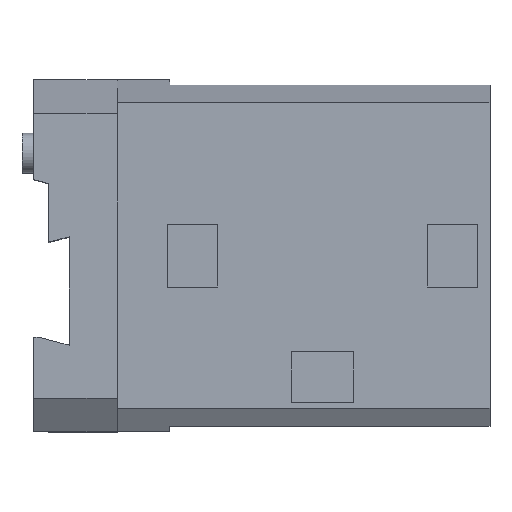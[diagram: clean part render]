
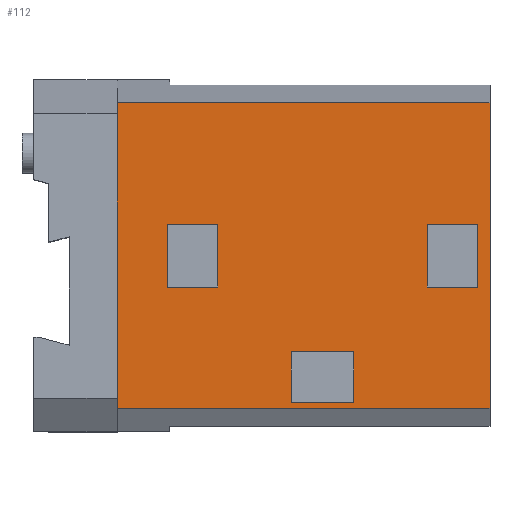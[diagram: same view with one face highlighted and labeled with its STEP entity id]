
A CAD part, top view. The second image highlights one B-rep face of the part: STEP entity #112.
In plain terms, the highlighted planar face has unit normal (0, 0, 1).
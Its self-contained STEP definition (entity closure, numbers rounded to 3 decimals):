
#45=FACE_BOUND('',#290,.T.);
#46=FACE_BOUND('',#291,.T.);
#47=FACE_BOUND('',#292,.T.);
#48=FACE_BOUND('',#293,.T.);
#112=ADVANCED_FACE('',(#45,#46,#47,#48),#169,.T.);
#169=PLANE('',#1307);
#290=EDGE_LOOP('',(#581,#582,#583,#584));
#291=EDGE_LOOP('',(#585,#586,#587,#588));
#292=EDGE_LOOP('',(#589,#590,#591,#592));
#293=EDGE_LOOP('',(#593,#594,#595,#596));
#581=ORIENTED_EDGE('',*,*,#875,.T.);
#582=ORIENTED_EDGE('',*,*,#873,.T.);
#583=ORIENTED_EDGE('',*,*,#871,.T.);
#584=ORIENTED_EDGE('',*,*,#868,.T.);
#585=ORIENTED_EDGE('',*,*,#887,.T.);
#586=ORIENTED_EDGE('',*,*,#885,.T.);
#587=ORIENTED_EDGE('',*,*,#883,.T.);
#588=ORIENTED_EDGE('',*,*,#880,.T.);
#589=ORIENTED_EDGE('',*,*,#889,.T.);
#590=ORIENTED_EDGE('',*,*,#744,.T.);
#591=ORIENTED_EDGE('',*,*,#737,.T.);
#592=ORIENTED_EDGE('',*,*,#741,.T.);
#593=ORIENTED_EDGE('',*,*,#890,.T.);
#594=ORIENTED_EDGE('',*,*,#853,.F.);
#595=ORIENTED_EDGE('',*,*,#891,.F.);
#596=ORIENTED_EDGE('',*,*,#892,.T.);
#627=VERTEX_POINT('',#1625);
#628=VERTEX_POINT('',#1626);
#631=VERTEX_POINT('',#1634);
#633=VERTEX_POINT('',#1640);
#709=VERTEX_POINT('',#1859);
#710=VERTEX_POINT('',#1861);
#719=VERTEX_POINT('',#1892);
#720=VERTEX_POINT('',#1893);
#721=VERTEX_POINT('',#1898);
#722=VERTEX_POINT('',#1902);
#727=VERTEX_POINT('',#1917);
#728=VERTEX_POINT('',#1918);
#729=VERTEX_POINT('',#1923);
#730=VERTEX_POINT('',#1927);
#731=VERTEX_POINT('',#1937);
#732=VERTEX_POINT('',#1939);
#737=EDGE_CURVE('',#627,#628,#901,.T.);
#741=EDGE_CURVE('',#628,#631,#905,.T.);
#744=EDGE_CURVE('',#633,#627,#908,.T.);
#853=EDGE_CURVE('',#709,#710,#1007,.T.);
#868=EDGE_CURVE('',#719,#720,#1022,.T.);
#871=EDGE_CURVE('',#721,#719,#1025,.T.);
#873=EDGE_CURVE('',#722,#721,#1027,.T.);
#875=EDGE_CURVE('',#720,#722,#1029,.T.);
#880=EDGE_CURVE('',#727,#728,#1034,.T.);
#883=EDGE_CURVE('',#729,#727,#1037,.T.);
#885=EDGE_CURVE('',#730,#729,#1039,.T.);
#887=EDGE_CURVE('',#728,#730,#1041,.T.);
#889=EDGE_CURVE('',#631,#633,#1043,.T.);
#890=EDGE_CURVE('',#731,#710,#1044,.T.);
#891=EDGE_CURVE('',#732,#709,#1045,.T.);
#892=EDGE_CURVE('',#732,#731,#1046,.T.);
#901=LINE('',#1624,#1055);
#905=LINE('',#1633,#1059);
#908=LINE('',#1639,#1062);
#1007=LINE('',#1860,#1161);
#1022=LINE('',#1891,#1176);
#1025=LINE('',#1897,#1179);
#1027=LINE('',#1901,#1181);
#1029=LINE('',#1905,#1183);
#1034=LINE('',#1916,#1188);
#1037=LINE('',#1922,#1191);
#1039=LINE('',#1926,#1193);
#1041=LINE('',#1930,#1195);
#1043=LINE('',#1934,#1197);
#1044=LINE('',#1936,#1198);
#1045=LINE('',#1938,#1199);
#1046=LINE('',#1940,#1200);
#1055=VECTOR('',#1321,1.);
#1059=VECTOR('',#1327,1.);
#1062=VECTOR('',#1332,1.);
#1161=VECTOR('',#1521,1.);
#1176=VECTOR('',#1550,1.);
#1179=VECTOR('',#1555,1.);
#1181=VECTOR('',#1559,1.);
#1183=VECTOR('',#1563,1.);
#1188=VECTOR('',#1572,1.);
#1191=VECTOR('',#1577,1.);
#1193=VECTOR('',#1581,1.);
#1195=VECTOR('',#1585,1.);
#1197=VECTOR('',#1591,1.);
#1198=VECTOR('',#1594,1.);
#1199=VECTOR('',#1595,1.);
#1200=VECTOR('',#1596,1.);
#1307=AXIS2_PLACEMENT_3D('',#1941,#1597,#1598);
#1321=DIRECTION('',(1.,0.,0.));
#1327=DIRECTION('',(0.,-1.,0.));
#1332=DIRECTION('',(0.,1.,0.));
#1521=DIRECTION('',(0.,1.,0.));
#1550=DIRECTION('',(1.,0.,0.));
#1555=DIRECTION('',(0.,1.,0.));
#1559=DIRECTION('',(-1.,0.,0.));
#1563=DIRECTION('',(0.,-1.,0.));
#1572=DIRECTION('',(0.,-1.,0.));
#1577=DIRECTION('',(1.,0.,0.));
#1581=DIRECTION('',(0.,1.,0.));
#1585=DIRECTION('',(-1.,0.,0.));
#1591=DIRECTION('',(-1.,0.,0.));
#1594=DIRECTION('',(-1.,0.,0.));
#1595=DIRECTION('',(-1.,0.,0.));
#1596=DIRECTION('',(0.,1.,0.));
#1597=DIRECTION('',(0.,0.,1.));
#1598=DIRECTION('',(0.,-1.,0.));
#1624=CARTESIAN_POINT('',(-7.5,-23.,0.));
#1625=CARTESIAN_POINT('',(-7.5,-23.,0.));
#1626=CARTESIAN_POINT('',(7.5,-23.,0.));
#1633=CARTESIAN_POINT('',(7.5,-23.,0.));
#1634=CARTESIAN_POINT('',(7.5,-35.,0.));
#1639=CARTESIAN_POINT('',(-7.5,-35.,0.));
#1640=CARTESIAN_POINT('',(-7.5,-35.,0.));
#1859=CARTESIAN_POINT('',(-49.,-36.5,0.));
#1860=CARTESIAN_POINT('',(-49.,-36.5,0.));
#1861=CARTESIAN_POINT('',(-49.,36.5,0.));
#1891=CARTESIAN_POINT('',(-37.,7.5,0.));
#1892=CARTESIAN_POINT('',(-37.,7.5,0.));
#1893=CARTESIAN_POINT('',(-25.,7.5,0.));
#1897=CARTESIAN_POINT('',(-37.,-7.5,0.));
#1898=CARTESIAN_POINT('',(-37.,-7.5,0.));
#1901=CARTESIAN_POINT('',(-25.,-7.5,0.));
#1902=CARTESIAN_POINT('',(-25.,-7.5,0.));
#1905=CARTESIAN_POINT('',(-25.,7.5,0.));
#1916=CARTESIAN_POINT('',(37.,7.5,0.));
#1917=CARTESIAN_POINT('',(37.,7.5,0.));
#1918=CARTESIAN_POINT('',(37.,-7.5,0.));
#1922=CARTESIAN_POINT('',(25.,7.5,0.));
#1923=CARTESIAN_POINT('',(25.,7.5,0.));
#1926=CARTESIAN_POINT('',(25.,-7.5,0.));
#1927=CARTESIAN_POINT('',(25.,-7.5,0.));
#1930=CARTESIAN_POINT('',(37.,-7.5,0.));
#1934=CARTESIAN_POINT('',(7.5,-35.,0.));
#1936=CARTESIAN_POINT('',(40.,36.5,0.));
#1937=CARTESIAN_POINT('',(40.,36.5,0.));
#1938=CARTESIAN_POINT('',(40.,-36.5,0.));
#1939=CARTESIAN_POINT('',(40.,-36.5,0.));
#1940=CARTESIAN_POINT('',(40.,-36.5,0.));
#1941=CARTESIAN_POINT('',(40.,-36.5,0.));
